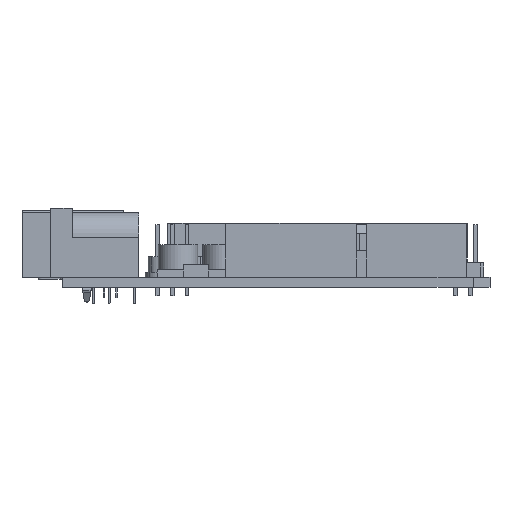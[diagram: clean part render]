
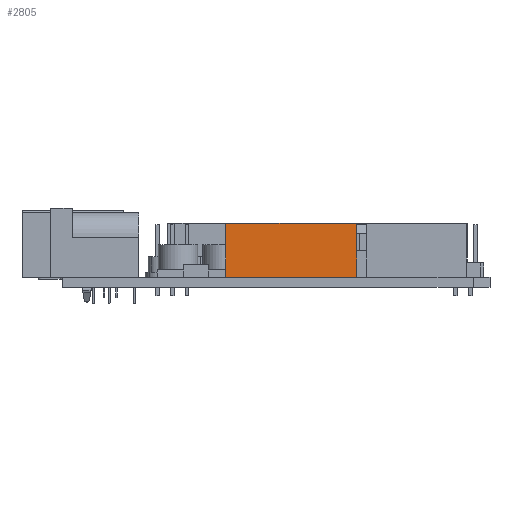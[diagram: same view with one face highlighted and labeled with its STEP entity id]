
A CAD part, front view. The second image highlights one B-rep face of the part: STEP entity #2805.
In plain terms, the highlighted planar face has unit normal (0, -1, 0).
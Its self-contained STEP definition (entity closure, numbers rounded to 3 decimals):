
#2805=ADVANCED_FACE('0:1303',(#6700),#6701,.T.);
#6700=FACE_OUTER_BOUND('',#11236,.T.);
#6701=PLANE('',#11237);
#11236=EDGE_LOOP('',(#19642,#19643,#19644,#19645));
#11237=AXIS2_PLACEMENT_3D('',#19646,#19647,#19648);
#19642=ORIENTED_EDGE('',*,*,#26834,.F.);
#19643=ORIENTED_EDGE('',*,*,#26835,.T.);
#19644=ORIENTED_EDGE('',*,*,#26836,.T.);
#19645=ORIENTED_EDGE('',*,*,#26837,.F.);
#19646=CARTESIAN_POINT('',(59.77,1.2,1.6));
#19647=DIRECTION('',(0.0,-1.0,0.0));
#19648=DIRECTION('',(0.0,0.0,-1.0));
#26834=EDGE_CURVE('0:6322',#31201,#31202,#31203,.T.);
#26835=EDGE_CURVE('0:6325',#31201,#31204,#31205,.T.);
#26836=EDGE_CURVE('0:3451',#31204,#31206,#31207,.F.);
#26837=EDGE_CURVE('0:6319',#31202,#31206,#31208,.T.);
#31201=VERTEX_POINT('',#37494);
#31202=VERTEX_POINT('',#37495);
#31203=LINE('',#37496,#37497);
#31204=VERTEX_POINT('',#37498);
#31205=LINE('',#37499,#37500);
#31206=VERTEX_POINT('',#37501);
#31207=LINE('',#37502,#37503);
#31208=LINE('',#37504,#37505);
#37494=CARTESIAN_POINT('',(26.1,1.2,10.2));
#37495=CARTESIAN_POINT('',(47.0,1.2,10.2));
#37496=CARTESIAN_POINT('',(9.425,1.2,10.2));
#37497=VECTOR('',#41733,1000.0);
#37498=CARTESIAN_POINT('',(26.1,1.2,1.6));
#37499=CARTESIAN_POINT('',(26.1,1.2,1.6));
#37500=VECTOR('',#41734,1000.0);
#37501=CARTESIAN_POINT('',(47.0,1.2,1.6));
#37502=CARTESIAN_POINT('',(29.885,1.2,1.6));
#37503=VECTOR('',#41735,1000.0);
#37504=CARTESIAN_POINT('',(47.0,1.2,1.6));
#37505=VECTOR('',#41736,1000.0);
#41733=DIRECTION('',(1.0,0.0,0.0));
#41734=DIRECTION('',(-0.0,-0.0,-1.0));
#41735=DIRECTION('',(-1.0,0.0,0.0));
#41736=DIRECTION('',(0.0,0.0,-1.0));
